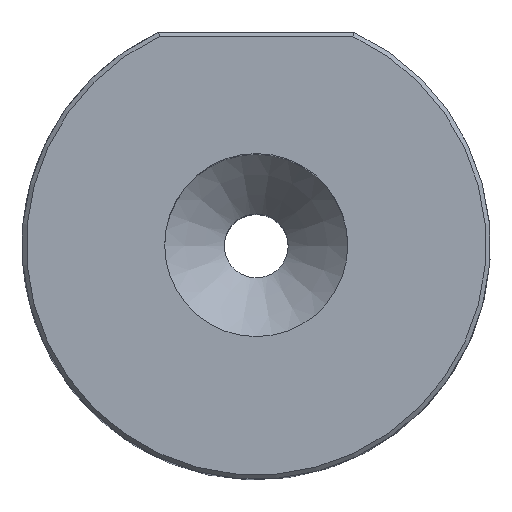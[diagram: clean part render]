
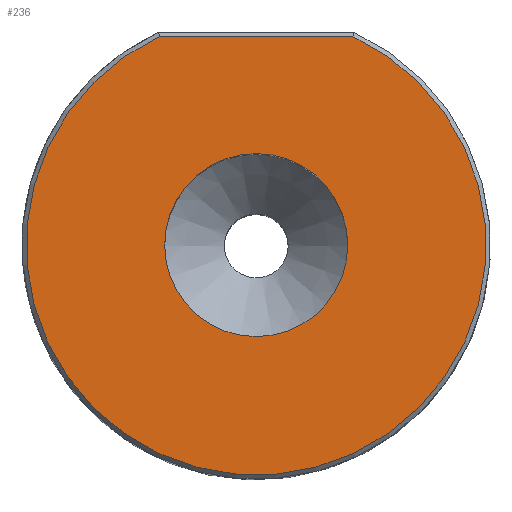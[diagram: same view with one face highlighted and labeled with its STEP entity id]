
A CAD part, top view. The second image highlights one B-rep face of the part: STEP entity #236.
In plain terms, the highlighted planar face has unit normal (0, 0, 1).
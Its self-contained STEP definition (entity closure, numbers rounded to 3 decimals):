
#30=FACE_BOUND('',#77,.T.);
#42=CIRCLE('',#260,10.8);
#44=CIRCLE('',#265,4.3);
#57=FACE_OUTER_BOUND('',#76,.T.);
#76=EDGE_LOOP('',(#199,#200));
#77=EDGE_LOOP('',(#201));
#90=LINE('',#407,#98);
#98=VECTOR('',#315,9.077);
#124=VERTEX_POINT('',#395);
#125=VERTEX_POINT('',#400);
#128=VERTEX_POINT('',#416);
#149=EDGE_CURVE('',#124,#125,#42,.T.);
#151=EDGE_CURVE('',#125,#124,#90,.T.);
#156=EDGE_CURVE('',#128,#128,#44,.T.);
#199=ORIENTED_EDGE('',*,*,#149,.F.);
#200=ORIENTED_EDGE('',*,*,#151,.F.);
#201=ORIENTED_EDGE('',*,*,#156,.T.);
#224=PLANE('',#264);
#236=ADVANCED_FACE('',(#57,#30),#224,.T.);
#260=AXIS2_PLACEMENT_3D('',#401,#311,#312);
#264=AXIS2_PLACEMENT_3D('',#415,#323,#324);
#265=AXIS2_PLACEMENT_3D('',#417,#325,#326);
#311=DIRECTION('center_axis',(0.,0.,-1.));
#312=DIRECTION('ref_axis',(-1.,0.,0.));
#315=DIRECTION('',(1.,0.,0.));
#323=DIRECTION('center_axis',(0.,0.,1.));
#324=DIRECTION('ref_axis',(1.,0.,0.));
#325=DIRECTION('center_axis',(0.,0.,-1.));
#326=DIRECTION('ref_axis',(1.,0.,0.));
#395=CARTESIAN_POINT('',(4.539,9.8,32.997));
#400=CARTESIAN_POINT('',(-4.539,9.8,32.997));
#401=CARTESIAN_POINT('Origin',(0.,0.,32.997));
#407=CARTESIAN_POINT('',(0.682,9.8,32.997));
#415=CARTESIAN_POINT('Origin',(-11.,0.,32.997));
#416=CARTESIAN_POINT('',(-4.3,0.,32.997));
#417=CARTESIAN_POINT('Origin',(0.,0.,32.997));
